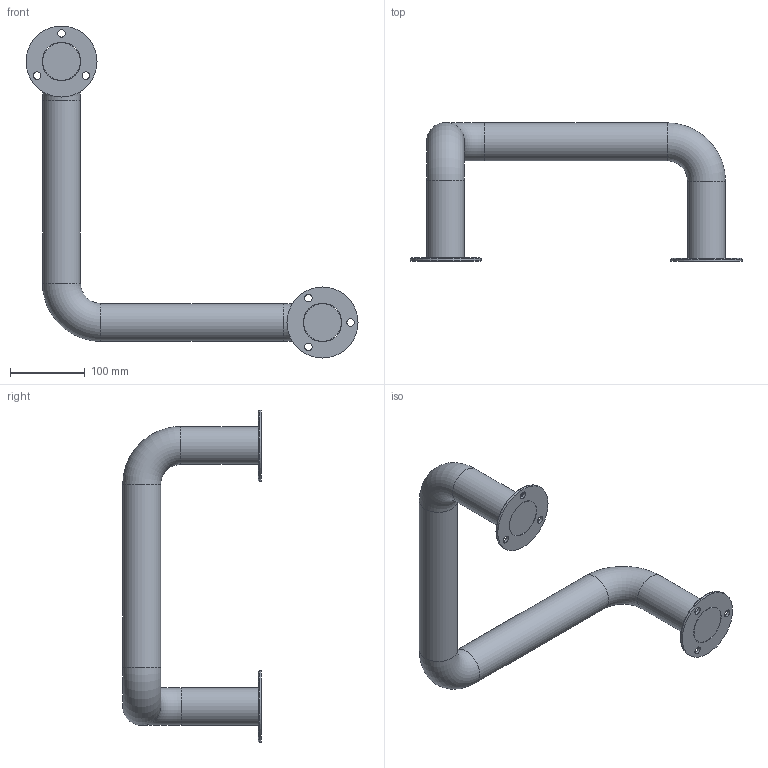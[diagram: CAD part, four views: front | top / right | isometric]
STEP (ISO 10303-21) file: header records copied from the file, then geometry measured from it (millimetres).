
FILE_DESCRIPTION(('STEP AP214'), '1');
FILE_NAME('5-50', '', ('UNSPECIFIED'), ('UNSPECIFIED'), 'ASCON STEP Converter 1.3', 'ASCON Math Kernel', '');
FILE_SCHEMA(('AUTOMOTIVE_DESIGN { 1 0 10303 214 3 1 1}'));
Length unit declared in the file: millimetre
Bounding box: 444.2 x 185.4 x 444.2 mm (x, y, z)
Volume: 1965031.7 mm3; surface area: 178968.6 mm2
Topology: 3 solids, 3 shells, 25 faces, 62 edges, 56 vertices
Faces by surface type: cylinder 14, plane 6, torus 5
Full cylindrical faces by diameter (mm): 10 x6, 50.8 x4, 51.8 x2, 95 x2
Entity records: 979 total; most frequent: DIRECTION 128, CARTESIAN_POINT 99, EDGE_LOOP 60, ORIENTED_EDGE 60, AXIS2_PLACEMENT_3D 59, COLOUR_RGB 41, PRESENTATION_STYLE_ASSIGNMENT 41, STYLED_ITEM 41
